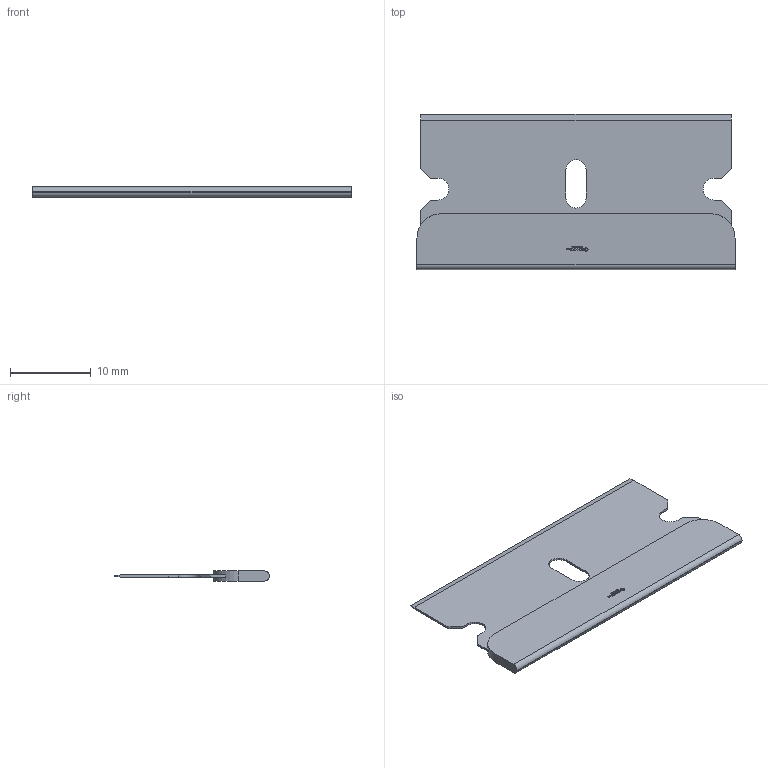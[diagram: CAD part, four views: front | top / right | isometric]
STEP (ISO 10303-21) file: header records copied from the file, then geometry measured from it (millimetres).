
FILE_DESCRIPTION(('FreeCAD Model'),'2;1');
FILE_NAME('Open CASCADE Shape Model','2021-02-20T15:45:46',('Author'),( ''),'Open CASCADE STEP processor 7.4','FreeCAD','Unknown');
FILE_SCHEMA(('AUTOMOTIVE_DESIGN { 1 0 10303 214 1 1 1 1 }'));
Length unit declared in the file: millimetre
Products named in the file (1): Single-Edge_Razor_Blade_-_SPN-NPH-0001_(stemfie.org)
Bounding box: 39.4 x 19.2 x 1.25 mm (x, y, z)
Volume: 435.9 mm3; surface area: 1515.6 mm2
Topology: 1 solids, 1 shells, 479 faces, 1335 edges, 890 vertices
Faces by surface type: plane 333, extrusion 138, cylinder 8
Entity records: 32748 total; most frequent: CARTESIAN_POINT 6839, DIRECTION 4281, VECTOR 3551, LINE 3413, ORIENTED_EDGE 2670, PCURVE 2670, DEFINITIONAL_REPRESENTATION 2670, EDGE_CURVE 1335
